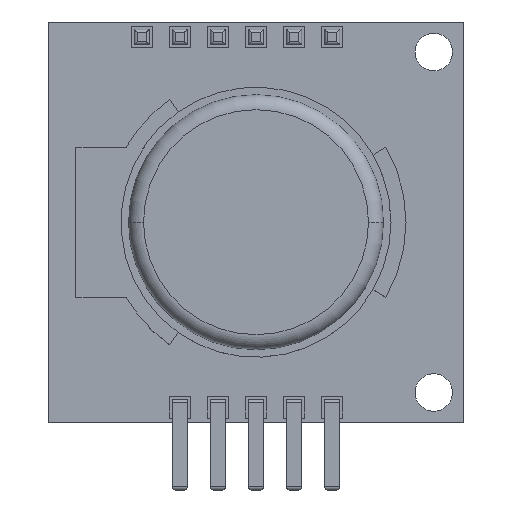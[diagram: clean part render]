
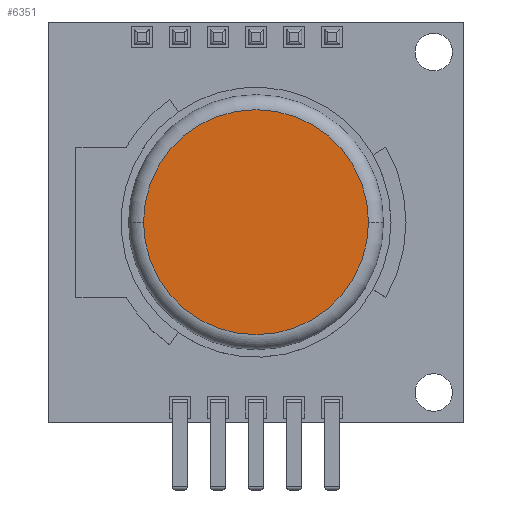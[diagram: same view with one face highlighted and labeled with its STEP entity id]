
A CAD part, top view. The second image highlights one B-rep face of the part: STEP entity #6351.
In plain terms, the highlighted planar face has unit normal (0, 0, 1).
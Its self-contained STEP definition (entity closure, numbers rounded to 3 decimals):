
#1120 = VERTEX_POINT ( 'NONE', #16619 ) ;
#1423 = PLANE ( 'NONE',  #1994 ) ;
#1994 = AXIS2_PLACEMENT_3D ( 'NONE', #4269, #4175, #14535 ) ;
#2514 = EDGE_LOOP ( 'NONE', ( #14177, #8699 ) ) ;
#2990 = EDGE_CURVE ( 'NONE', #10850, #1120, #11108, .T. ) ;
#3420 = DIRECTION ( 'NONE',  ( 1., 0., 0. ) ) ;
#3978 = DIRECTION ( 'NONE',  ( 0., 0., 1. ) ) ;
#4119 = AXIS2_PLACEMENT_3D ( 'NONE', #16789, #16613, #3420 ) ;
#4175 = DIRECTION ( 'NONE',  ( 0., 0., 1. ) ) ;
#4269 = CARTESIAN_POINT ( 'NONE',  ( 0., 0., 4. ) ) ;
#5856 = AXIS2_PLACEMENT_3D ( 'NONE', #12019, #3978, #9354 ) ;
#6351 = ADVANCED_FACE ( 'NONE', ( #17261 ), #1423, .T. ) ;
#8699 = ORIENTED_EDGE ( 'NONE', *, *, #16451, .T. ) ;
#9240 = CIRCLE ( 'NONE', #5856, 7.5 ) ;
#9354 = DIRECTION ( 'NONE',  ( 1., 0., 0. ) ) ;
#10850 = VERTEX_POINT ( 'NONE', #13874 ) ;
#11108 = CIRCLE ( 'NONE', #4119, 7.5 ) ;
#12019 = CARTESIAN_POINT ( 'NONE',  ( 0., 0., 4. ) ) ;
#13874 = CARTESIAN_POINT ( 'NONE',  ( 7.5, 0., 4. ) ) ;
#14177 = ORIENTED_EDGE ( 'NONE', *, *, #2990, .T. ) ;
#14535 = DIRECTION ( 'NONE',  ( 1., 0., 0. ) ) ;
#16451 = EDGE_CURVE ( 'NONE', #1120, #10850, #9240, .T. ) ;
#16613 = DIRECTION ( 'NONE',  ( 0., 0., 1. ) ) ;
#16619 = CARTESIAN_POINT ( 'NONE',  ( -7.5, 0., 4. ) ) ;
#16789 = CARTESIAN_POINT ( 'NONE',  ( 0., 0., 4. ) ) ;
#17261 = FACE_OUTER_BOUND ( 'NONE', #2514, .T. ) ;
